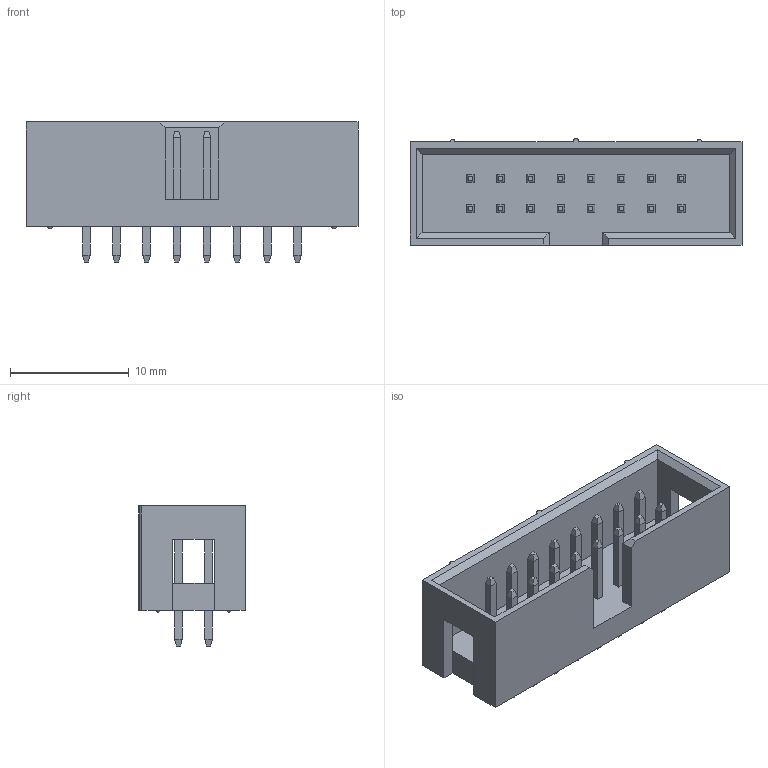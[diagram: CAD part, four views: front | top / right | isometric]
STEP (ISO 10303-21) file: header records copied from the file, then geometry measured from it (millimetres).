
FILE_DESCRIPTION (( 'STEP AP214' ), '1' );
FILE_NAME ('FBH25401-D16S1001K6K -REF.STEP', '2025-08-21T10:06:54', ( '' ), ( '' ), 'SwSTEP 2.0', 'SolidWorks 2021', '' );
FILE_SCHEMA (( 'AUTOMOTIVE_DESIGN' ));
Length unit declared in the file: millimetre
Products named in the file (1): FBH25401-D16S1001K6K -REF
Bounding box: 27.97 x 8.95 x 11.8 mm (x, y, z)
Volume: 1004 mm3; surface area: 1810.1 mm2
Topology: 1 solids, 1 shells, 331 faces, 773 edges, 468 vertices
Faces by surface type: plane 320, sphere 8, cylinder 3
Entity records: 9003 total; most frequent: CARTESIAN_POINT 1549, ORIENTED_EDGE 1514, DIRECTION 1443, EDGE_CURVE 757, LINE 735, VECTOR 735, VERTEX_POINT 460, EDGE_LOOP 367
